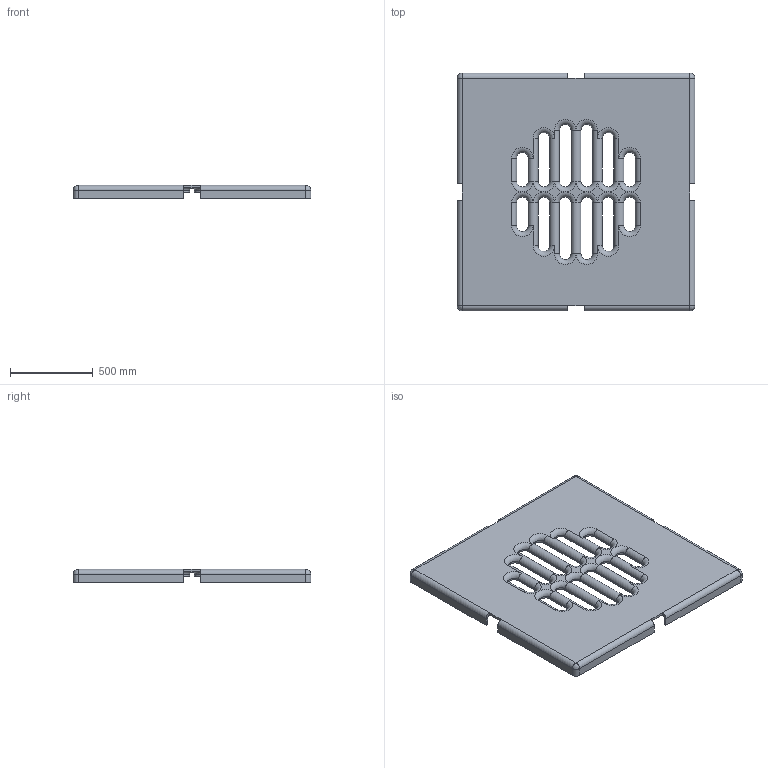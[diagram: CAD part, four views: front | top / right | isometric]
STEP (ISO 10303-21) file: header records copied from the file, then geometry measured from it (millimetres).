
FILE_DESCRIPTION(/* description */ (''),/* implementation_level */ '2;1');
FILE_NAME(/* name */ '16197.000X_3D.stp',/* time_stamp */ '2024-12-12T06:56:48+01:00',/* author */ ('CAD'),/* organization */ (''),/* preprocessor_version */ 'ST-DEVELOPER v20',/* originating_system */ 'AutoCAD Mechanical',/* authorisation */ '');
FILE_SCHEMA (('AUTOMOTIVE_DESIGN { 1 0 10303 214 3 1 1 }'));
Length unit declared in the file: centimetre
Products named in the file (2): Product; *S0
Assembly tree (1 placements, depth 2):
  Product
    *S0
Bounding box: 1440 x 1440 x 80 mm (x, y, z)
Volume: 33696956.2 mm3; surface area: 4716172 mm2
Topology: 1 solids, 1 shells, 268 faces, 640 edges, 364 vertices
Faces by surface type: plane 112, cylinder 100, torus 48, sphere 8
Entity records: 7743 total; most frequent: DIRECTION 1494, ORIENTED_EDGE 1280, CARTESIAN_POINT 1275, EDGE_CURVE 640, AXIS2_PLACEMENT_3D 583, VERTEX_POINT 364, LINE 328, VECTOR 328
